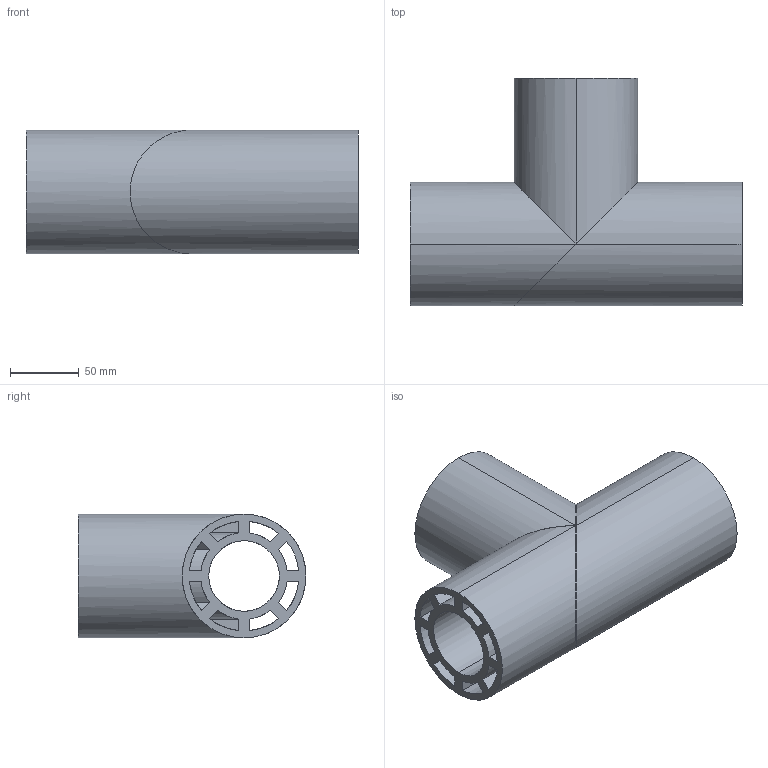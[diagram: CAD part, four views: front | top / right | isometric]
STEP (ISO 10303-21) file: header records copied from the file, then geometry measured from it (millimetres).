
FILE_DESCRIPTION (( 'STEP AP203' ), '1' );
FILE_NAME ('--7854338.STEP', '2015-03-19T19:09:48', ( 'enduser' ), ( '' ), 'SwSTEP 2.0', 'SolidWorks 2014', '' );
FILE_SCHEMA (( 'CONFIG_CONTROL_DESIGN' ));
Length unit declared in the file: inch
Products named in the file (1): --7854338
Bounding box: 241.3 x 165.61 x 89.92 mm (x, y, z)
Surface area: 301740.4 mm2 (no closed solid volume)
Topology: 0 solids, 3 shells, 114 faces, 328 edges, 216 vertices
Faces by surface type: cylinder 60, plane 54
Entity records: 3837 total; most frequent: CARTESIAN_POINT 839, ORIENTED_EDGE 616, DIRECTION 558, EDGE_CURVE 328, VERTEX_POINT 216, LINE 208, VECTOR 208, AXIS2_PLACEMENT_3D 175
